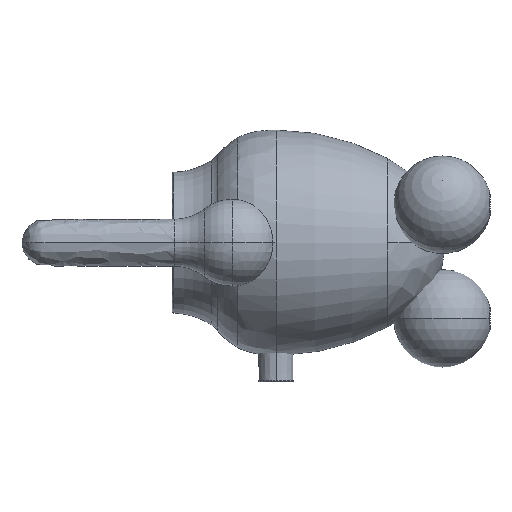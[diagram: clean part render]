
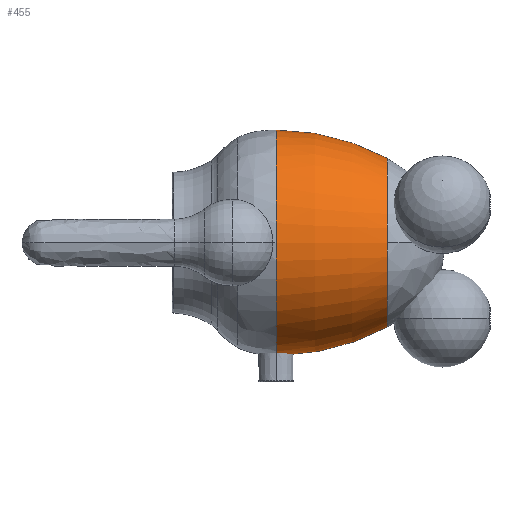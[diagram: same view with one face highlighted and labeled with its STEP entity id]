
A CAD part, left-side view. The second image highlights one B-rep face of the part: STEP entity #455.
In plain terms, the highlighted toroidal (fillet/blend) face has major radius 103.5 mm and minor radius 200 mm.
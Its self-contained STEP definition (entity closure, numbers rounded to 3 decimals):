
#51 = DIRECTION ( 'NONE',  ( 0., 1., 0. ) ) ;
#82 = CARTESIAN_POINT ( 'NONE',  ( 0., 186., 0. ) ) ;
#173 = CIRCLE ( 'NONE', #2553, 96.5 ) ;
#194 = CARTESIAN_POINT ( 'NONE',  ( -5.465, 179.721, -96.246 ) ) ;
#226 = EDGE_CURVE ( 'NONE', #1185, #1903, #173, .T. ) ;
#239 = CARTESIAN_POINT ( 'NONE',  ( -6.68, 179.87, -96.175 ) ) ;
#254 = DIRECTION ( 'NONE',  ( -1., 0., 0. ) ) ;
#276 = DIRECTION ( 'NONE',  ( 0., 0., 1. ) ) ;
#294 = DIRECTION ( 'NONE',  ( 0., 0., 1. ) ) ;
#455 = ADVANCED_FACE ( 'NONE', ( #2885 ), #2352, .T. ) ;
#465 = B_SPLINE_CURVE_WITH_KNOTS ( 'NONE', 3,
 ( #793, #2998, #3689, #2080 ),
 .UNSPECIFIED., .F., .F.,
 ( 4, 4 ),
 ( 0., 0.003 ),
 .UNSPECIFIED. ) ;
#470 = DIRECTION ( 'NONE',  ( 0., 0., 1. ) ) ;
#566 = CARTESIAN_POINT ( 'NONE',  ( -9.116, 182.396, -96.036 ) ) ;
#588 = CARTESIAN_POINT ( 'NONE',  ( 0., 186., 96.5 ) ) ;
#590 = CARTESIAN_POINT ( 'NONE',  ( -6.439, 179.808, -96.189 ) ) ;
#662 = VERTEX_POINT ( 'NONE', #2880 ) ;
#667 = AXIS2_PLACEMENT_3D ( 'NONE', #2565, #4111, #3804 ) ;
#679 = CARTESIAN_POINT ( 'NONE',  ( -9.217, 186., -96.059 ) ) ;
#696 = DIRECTION ( 'NONE',  ( 0., 1., 0. ) ) ;
#742 = EDGE_LOOP ( 'NONE', ( #2808, #2387, #2536, #779, #2929, #3278, #3569, #1234, #1180 ) ) ;
#779 = ORIENTED_EDGE ( 'NONE', *, *, #4113, .T. ) ;
#793 = CARTESIAN_POINT ( 'NONE',  ( -9.217, 186., -96.059 ) ) ;
#802 = EDGE_CURVE ( 'NONE', #1684, #3549, #2969, .T. ) ;
#855 = EDGE_CURVE ( 'NONE', #1185, #2084, #465, .T. ) ;
#873 = CARTESIAN_POINT ( 'NONE',  ( -5.465, 179.721, -96.246 ) ) ;
#914 = CARTESIAN_POINT ( 'NONE',  ( -7.778, 180.402, -96.108 ) ) ;
#962 = CARTESIAN_POINT ( 'NONE',  ( -9.204, 182.876, -96.036 ) ) ;
#967 = VERTEX_POINT ( 'NONE', #1518 ) ;
#1180 = ORIENTED_EDGE ( 'NONE', *, *, #4201, .T. ) ;
#1185 = VERTEX_POINT ( 'NONE', #679 ) ;
#1232 = CARTESIAN_POINT ( 'NONE',  ( -8.482, 181.081, -96.066 ) ) ;
#1234 = ORIENTED_EDGE ( 'NONE', *, *, #1368, .F. ) ;
#1276 = CARTESIAN_POINT ( 'NONE',  ( -8.322, 180.89, -96.075 ) ) ;
#1310 = CARTESIAN_POINT ( 'NONE',  ( 0., 186., 0. ) ) ;
#1368 = EDGE_CURVE ( 'NONE', #2132, #2084, #3385, .T. ) ;
#1439 = CIRCLE ( 'NONE', #3807, 96.5 ) ;
#1518 = CARTESIAN_POINT ( 'NONE',  ( 0., 179.779, -96.403 ) ) ;
#1684 = VERTEX_POINT ( 'NONE', #1834 ) ;
#1712 = CARTESIAN_POINT ( 'NONE',  ( 0., 90.545, 0. ) ) ;
#1834 = CARTESIAN_POINT ( 'NONE',  ( 0., 90.545, -72.251 ) ) ;
#1866 = EDGE_CURVE ( 'NONE', #3549, #662, #3846, .T. ) ;
#1903 = VERTEX_POINT ( 'NONE', #3163 ) ;
#2017 = CARTESIAN_POINT ( 'NONE',  ( -5.465, 179.721, -96.246 ) ) ;
#2031 = B_SPLINE_CURVE_WITH_KNOTS ( 'NONE', 3,
 ( #194, #3747, #2085, #2427 ),
 .UNSPECIFIED., .F., .F.,
 ( 4, 4 ),
 ( 0., 0.005 ),
 .UNSPECIFIED. ) ;
#2054 = VERTEX_POINT ( 'NONE', #588 ) ;
#2080 = CARTESIAN_POINT ( 'NONE',  ( -9.223, 183.367, -96.041 ) ) ;
#2084 = VERTEX_POINT ( 'NONE', #3291 ) ;
#2085 = CARTESIAN_POINT ( 'NONE',  ( -1.824, 179.779, -96.403 ) ) ;
#2132 = VERTEX_POINT ( 'NONE', #2017 ) ;
#2252 = CARTESIAN_POINT ( 'NONE',  ( -5.956, 179.732, -96.218 ) ) ;
#2286 = CARTESIAN_POINT ( 'NONE',  ( 0., 186., -103.5 ) ) ;
#2352 = TOROIDAL_SURFACE ( 'NONE', #3774, -103.5, 200. ) ;
#2387 = ORIENTED_EDGE ( 'NONE', *, *, #802, .T. ) ;
#2427 = CARTESIAN_POINT ( 'NONE',  ( 0., 179.779, -96.403 ) ) ;
#2536 = ORIENTED_EDGE ( 'NONE', *, *, #1866, .T. ) ;
#2553 = AXIS2_PLACEMENT_3D ( 'NONE', #82, #3034, #470 ) ;
#2556 = DIRECTION ( 'NONE',  ( 1., 0., 0. ) ) ;
#2565 = CARTESIAN_POINT ( 'NONE',  ( 0., 90.545, 0. ) ) ;
#2711 = DIRECTION ( 'NONE',  ( 0., 0., 1. ) ) ;
#2808 = ORIENTED_EDGE ( 'NONE', *, *, #2814, .F. ) ;
#2813 = DIRECTION ( 'NONE',  ( 0., 1., 0. ) ) ;
#2814 = EDGE_CURVE ( 'NONE', #1684, #967, #3651, .T. ) ;
#2880 = CARTESIAN_POINT ( 'NONE',  ( 0., 90.545, 72.251 ) ) ;
#2885 = FACE_OUTER_BOUND ( 'NONE', #742, .T. ) ;
#2897 = CARTESIAN_POINT ( 'NONE',  ( -7.358, 180.143, -96.133 ) ) ;
#2929 = ORIENTED_EDGE ( 'NONE', *, *, #3307, .F. ) ;
#2969 = CIRCLE ( 'NONE', #3378, 72.251 ) ;
#2998 = CARTESIAN_POINT ( 'NONE',  ( -9.217, 185.122, -96.059 ) ) ;
#3034 = DIRECTION ( 'NONE',  ( 0., 1., 0. ) ) ;
#3132 = CARTESIAN_POINT ( 'NONE',  ( -9.223, 183.367, -96.041 ) ) ;
#3151 = CARTESIAN_POINT ( 'NONE',  ( -7.138, 180.037, -96.147 ) ) ;
#3152 = CARTESIAN_POINT ( 'NONE',  ( -72.251, 90.545, 0. ) ) ;
#3163 = CARTESIAN_POINT ( 'NONE',  ( -96.5, 186., 0. ) ) ;
#3176 = CIRCLE ( 'NONE', #3992, 200. ) ;
#3278 = ORIENTED_EDGE ( 'NONE', *, *, #226, .F. ) ;
#3291 = CARTESIAN_POINT ( 'NONE',  ( -9.223, 183.367, -96.041 ) ) ;
#3307 = EDGE_CURVE ( 'NONE', #1903, #2054, #1439, .T. ) ;
#3378 = AXIS2_PLACEMENT_3D ( 'NONE', #1712, #51, #2711 ) ;
#3385 = B_SPLINE_CURVE_WITH_KNOTS ( 'NONE', 3,
 ( #873, #4168, #2252, #590, #239, #3151, #2897, #914, #3483, #1276, #1232, #3502, #4197, #3863, #566, #962, #4127, #3132 ),
 .UNSPECIFIED., .F., .F.,
 ( 4, 2, 2, 2, 2, 2, 2, 2, 4 ),
 ( 0., 0.001, 0.001, 0.002, 0.003, 0.004, 0.004, 0.005, 0.006 ),
 .UNSPECIFIED. ) ;
#3483 = CARTESIAN_POINT ( 'NONE',  ( -7.971, 180.552, -96.096 ) ) ;
#3502 = CARTESIAN_POINT ( 'NONE',  ( -8.754, 181.487, -96.051 ) ) ;
#3549 = VERTEX_POINT ( 'NONE', #3152 ) ;
#3569 = ORIENTED_EDGE ( 'NONE', *, *, #855, .T. ) ;
#3651 = CIRCLE ( 'NONE', #4194, 200. ) ;
#3689 = CARTESIAN_POINT ( 'NONE',  ( -9.219, 184.244, -96.053 ) ) ;
#3747 = CARTESIAN_POINT ( 'NONE',  ( -3.645, 179.759, -96.351 ) ) ;
#3774 = AXIS2_PLACEMENT_3D ( 'NONE', #3960, #696, #294 ) ;
#3804 = DIRECTION ( 'NONE',  ( 0., 0., 1. ) ) ;
#3807 = AXIS2_PLACEMENT_3D ( 'NONE', #1310, #2813, #4134 ) ;
#3837 = CARTESIAN_POINT ( 'NONE',  ( 0., 186., 103.5 ) ) ;
#3846 = CIRCLE ( 'NONE', #667, 72.251 ) ;
#3863 = CARTESIAN_POINT ( 'NONE',  ( -9.048, 182.157, -96.038 ) ) ;
#3960 = CARTESIAN_POINT ( 'NONE',  ( 0., 186., 0. ) ) ;
#3992 = AXIS2_PLACEMENT_3D ( 'NONE', #2286, #254, #276 ) ;
#4102 = DIRECTION ( 'NONE',  ( 0., 0., -1. ) ) ;
#4111 = DIRECTION ( 'NONE',  ( 0., 1., 0. ) ) ;
#4113 = EDGE_CURVE ( 'NONE', #662, #2054, #3176, .T. ) ;
#4127 = CARTESIAN_POINT ( 'NONE',  ( -9.224, 183.12, -96.037 ) ) ;
#4134 = DIRECTION ( 'NONE',  ( 0., 0., 1. ) ) ;
#4168 = CARTESIAN_POINT ( 'NONE',  ( -5.712, 179.716, -96.232 ) ) ;
#4194 = AXIS2_PLACEMENT_3D ( 'NONE', #3837, #2556, #4102 ) ;
#4197 = CARTESIAN_POINT ( 'NONE',  ( -8.867, 181.702, -96.046 ) ) ;
#4201 = EDGE_CURVE ( 'NONE', #2132, #967, #2031, .T. ) ;
